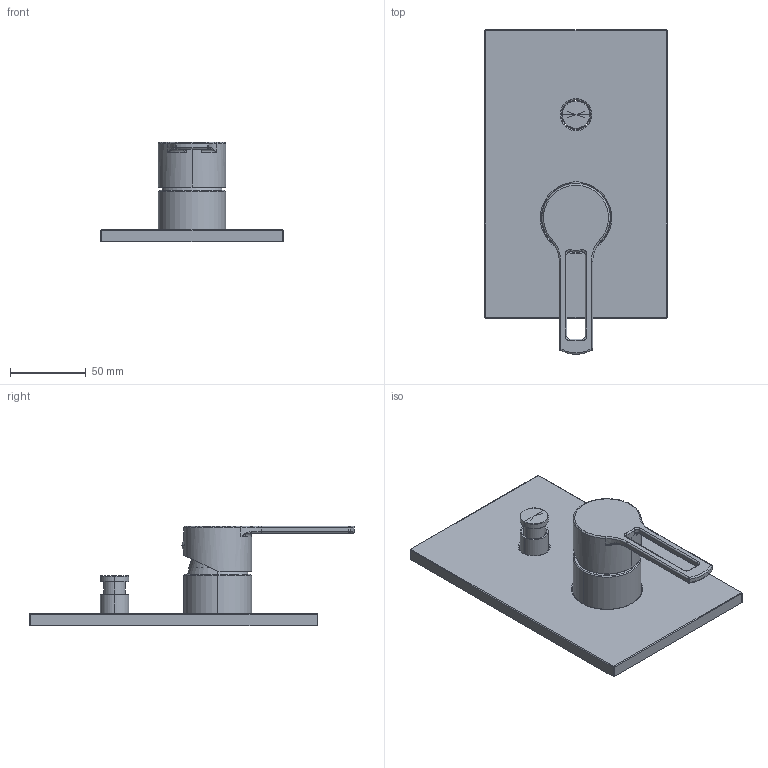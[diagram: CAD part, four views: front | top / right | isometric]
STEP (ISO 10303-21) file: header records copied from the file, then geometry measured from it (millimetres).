
FILE_DESCRIPTION((''),'2;1');
FILE_NAME('RIN015CR','2021-04-29T17:21:00',('ut3'),('PAFFONI SpA'),'CREO PARAMETRIC BY PTC INC, 2020044','CREO PARAMETRIC BY PTC INC, 2020044','');
FILE_SCHEMA(('CONFIG_CONTROL_DESIGN','SHAPE_APPEARANCE_LAYERS_GROUPS'));
Products named in the file (1): RIN015CR
Bounding box: 120 x 214 x 65.5 mm (x, y, z)
Volume: 180148.8 mm3; surface area: 100280 mm2
Topology: 5 solids, 5 shells, 1191 faces, 3104 edges, 1937 vertices
Faces by surface type: plane 637, cylinder 306, torus 128, cone 58, sphere 32, bspline 30
Entity records: 53655 total; most frequent: CARTESIAN_POINT 16256, ORIENTED_EDGE 6184, DIRECTION 5962, EDGE_CURVE 3092, AXIS2_PLACEMENT_3D 2149, VERTEX_POINT 1937, VECTOR 1664, LINE 1664
